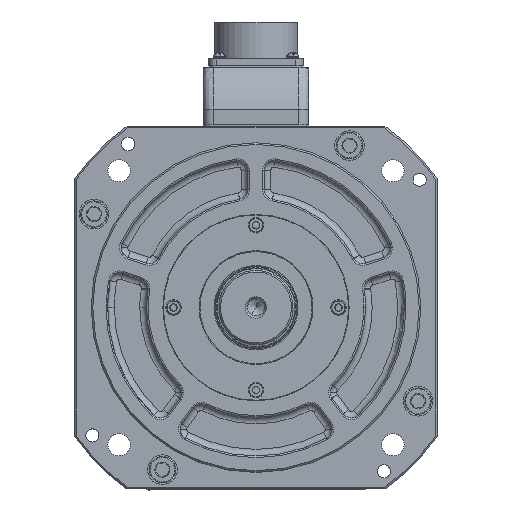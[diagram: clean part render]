
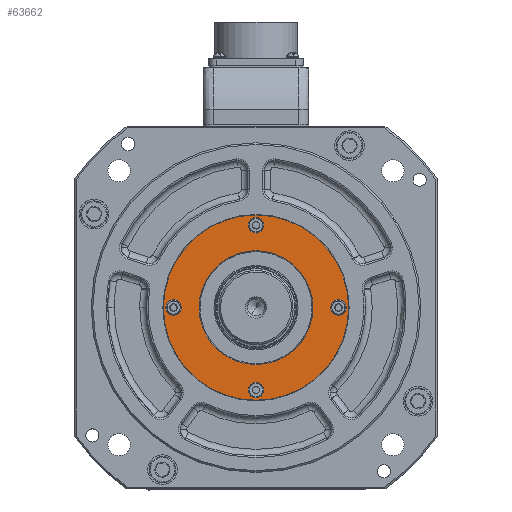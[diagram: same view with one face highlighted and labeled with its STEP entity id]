
A CAD part, top view. The second image highlights one B-rep face of the part: STEP entity #63662.
In plain terms, the highlighted planar face has unit normal (0, 0, 1).
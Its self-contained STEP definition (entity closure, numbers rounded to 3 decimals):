
#1097 = CIRCLE ( 'NONE', #1107, 34.546 ) ;
#1107 = AXIS2_PLACEMENT_3D ( 'NONE', #2583, #2558, #2582 ) ;
#1119 = CIRCLE ( 'NONE', #1143, 4.75 ) ;
#1120 = CIRCLE ( 'NONE', #1129, 34.546 ) ;
#1129 = AXIS2_PLACEMENT_3D ( 'NONE', #2607, #2630, #2618 ) ;
#1131 = CIRCLE ( 'NONE', #1138, 56.2 ) ;
#1138 = AXIS2_PLACEMENT_3D ( 'NONE', #2643, #2644, #2678 ) ;
#1143 = AXIS2_PLACEMENT_3D ( 'NONE', #2575, #2560, #2562 ) ;
#1163 = AXIS2_PLACEMENT_3D ( 'NONE', #2797, #2799, #2798 ) ;
#1170 = CIRCLE ( 'NONE', #1219, 4.75 ) ;
#1197 = CIRCLE ( 'NONE', #1163, 4.75 ) ;
#1219 = AXIS2_PLACEMENT_3D ( 'NONE', #2752, #2777, #2768 ) ;
#1231 = AXIS2_PLACEMENT_3D ( 'NONE', #2876, #2888, #2880 ) ;
#1248 = CIRCLE ( 'NONE', #1231, 56.2 ) ;
#1269 = AXIS2_PLACEMENT_3D ( 'NONE', #3017, #3042, #3049 ) ;
#1276 = CIRCLE ( 'NONE', #1269, 4.75 ) ;
#2558 = DIRECTION ( 'NONE',  ( 0., 0., 1. ) ) ;
#2560 = DIRECTION ( 'NONE',  ( 0., 0., 1. ) ) ;
#2562 = DIRECTION ( 'NONE',  ( 1., 0., 0. ) ) ;
#2575 = CARTESIAN_POINT ( 'NONE',  ( -50., 0., 26. ) ) ;
#2582 = DIRECTION ( 'NONE',  ( 1., 0., 0. ) ) ;
#2583 = CARTESIAN_POINT ( 'NONE',  ( 0., 0., 26. ) ) ;
#2607 = CARTESIAN_POINT ( 'NONE',  ( 0., 0., 26. ) ) ;
#2618 = DIRECTION ( 'NONE',  ( 1., 0., 0. ) ) ;
#2630 = DIRECTION ( 'NONE',  ( 0., 0., 1. ) ) ;
#2643 = CARTESIAN_POINT ( 'NONE',  ( 0., 0., 26. ) ) ;
#2644 = DIRECTION ( 'NONE',  ( 0., 0., 1. ) ) ;
#2678 = DIRECTION ( 'NONE',  ( 1., 0., 0. ) ) ;
#2752 = CARTESIAN_POINT ( 'NONE',  ( 0., 50., 26. ) ) ;
#2768 = DIRECTION ( 'NONE',  ( 1., 0., 0. ) ) ;
#2777 = DIRECTION ( 'NONE',  ( 0., 0., 1. ) ) ;
#2797 = CARTESIAN_POINT ( 'NONE',  ( 50., 0., 26. ) ) ;
#2798 = DIRECTION ( 'NONE',  ( 1., 0., 0. ) ) ;
#2799 = DIRECTION ( 'NONE',  ( 0., 0., 1. ) ) ;
#2876 = CARTESIAN_POINT ( 'NONE',  ( 0., 0., 26. ) ) ;
#2880 = DIRECTION ( 'NONE',  ( 1., 0., 0. ) ) ;
#2888 = DIRECTION ( 'NONE',  ( 0., 0., 1. ) ) ;
#3017 = CARTESIAN_POINT ( 'NONE',  ( 0., -50., 26. ) ) ;
#3042 = DIRECTION ( 'NONE',  ( 0., 0., 1. ) ) ;
#3049 = DIRECTION ( 'NONE',  ( 1., 0., 0. ) ) ;
#29028 = VERTEX_POINT ( 'NONE', #98405 ) ;
#29061 = VERTEX_POINT ( 'NONE', #98443 ) ;
#29062 = VERTEX_POINT ( 'NONE', #98381 ) ;
#29069 = VERTEX_POINT ( 'NONE', #98439 ) ;
#29072 = VERTEX_POINT ( 'NONE', #98362 ) ;
#29120 = VERTEX_POINT ( 'NONE', #98483 ) ;
#29140 = VERTEX_POINT ( 'NONE', #98486 ) ;
#29151 = VERTEX_POINT ( 'NONE', #98475 ) ;
#29179 = VERTEX_POINT ( 'NONE', #98526 ) ;
#29188 = VERTEX_POINT ( 'NONE', #98464 ) ;
#29197 = VERTEX_POINT ( 'NONE', #98635 ) ;
#29215 = VERTEX_POINT ( 'NONE', #98607 ) ;
#37619 = EDGE_LOOP ( 'NONE', ( #121491, #122939 ) ) ;
#37650 = EDGE_LOOP ( 'NONE', ( #121490, #122979 ) ) ;
#37674 = EDGE_LOOP ( 'NONE', ( #121485, #122960 ) ) ;
#37703 = EDGE_LOOP ( 'NONE', ( #121532, #121475 ) ) ;
#37843 = EDGE_LOOP ( 'NONE', ( #122959, #121499 ) ) ;
#38000 = EDGE_LOOP ( 'NONE', ( #121520, #121529 ) ) ;
#56095 = EDGE_CURVE ( 'NONE', #29140, #29197, #115532, .T. ) ;
#56099 = EDGE_CURVE ( 'NONE', #29120, #29151, #115625, .T. ) ;
#56101 = EDGE_CURVE ( 'NONE', #29188, #29072, #115638, .T. ) ;
#56115 = EDGE_CURVE ( 'NONE', #29062, #29215, #115579, .T. ) ;
#56876 = EDGE_CURVE ( 'NONE', #29028, #29179, #1097, .T. ) ;
#56880 = EDGE_CURVE ( 'NONE', #29197, #29140, #1119, .T. ) ;
#56913 = EDGE_CURVE ( 'NONE', #29179, #29028, #1120, .T. ) ;
#56921 = EDGE_CURVE ( 'NONE', #29069, #29061, #1131, .T. ) ;
#56946 = EDGE_CURVE ( 'NONE', #29215, #29062, #1170, .T. ) ;
#56969 = EDGE_CURVE ( 'NONE', #29072, #29188, #1197, .T. ) ;
#57012 = EDGE_CURVE ( 'NONE', #29061, #29069, #1248, .T. ) ;
#57074 = EDGE_CURVE ( 'NONE', #29151, #29120, #1276, .T. ) ;
#63662 = ADVANCED_FACE ( 'NONE', ( #80369, #80370, #80372, #80376, #80384, #80403 ), #80375, .F. ) ;
#77616 = AXIS2_PLACEMENT_3D ( 'NONE', #80415, #80440, #80425 ) ;
#80369 = FACE_BOUND ( 'NONE', #37650, .T. ) ;
#80370 = FACE_BOUND ( 'NONE', #37843, .T. ) ;
#80372 = FACE_BOUND ( 'NONE', #37674, .T. ) ;
#80375 = PLANE ( 'NONE',  #77616 ) ;
#80376 = FACE_BOUND ( 'NONE', #37703, .T. ) ;
#80384 = FACE_BOUND ( 'NONE', #38000, .T. ) ;
#80403 = FACE_OUTER_BOUND ( 'NONE', #37619, .T. ) ;
#80415 = CARTESIAN_POINT ( 'NONE',  ( 0., 34.546, 26. ) ) ;
#80425 = DIRECTION ( 'NONE',  ( -1., 0., 0. ) ) ;
#80440 = DIRECTION ( 'NONE',  ( 0., 0., -1. ) ) ;
#98362 = CARTESIAN_POINT ( 'NONE',  ( 54.75, 0., 26. ) ) ;
#98381 = CARTESIAN_POINT ( 'NONE',  ( -4.75, 50., 26. ) ) ;
#98405 = CARTESIAN_POINT ( 'NONE',  ( 34.546, 0., 26. ) ) ;
#98439 = CARTESIAN_POINT ( 'NONE',  ( 56.2, 0., 26. ) ) ;
#98443 = CARTESIAN_POINT ( 'NONE',  ( -56.2, 0., 26. ) ) ;
#98464 = CARTESIAN_POINT ( 'NONE',  ( 45.25, 0., 26. ) ) ;
#98475 = CARTESIAN_POINT ( 'NONE',  ( 4.75, -50., 26. ) ) ;
#98483 = CARTESIAN_POINT ( 'NONE',  ( -4.75, -50., 26. ) ) ;
#98486 = CARTESIAN_POINT ( 'NONE',  ( -54.75, 0., 26. ) ) ;
#98526 = CARTESIAN_POINT ( 'NONE',  ( -34.546, 0., 26. ) ) ;
#98607 = CARTESIAN_POINT ( 'NONE',  ( 4.75, 50., 26. ) ) ;
#98635 = CARTESIAN_POINT ( 'NONE',  ( -45.25, 0., 26. ) ) ;
#115532 = CIRCLE ( 'NONE', #115547, 4.75 ) ;
#115547 = AXIS2_PLACEMENT_3D ( 'NONE', #120486, #120531, #120448 ) ;
#115579 = CIRCLE ( 'NONE', #115620, 4.75 ) ;
#115606 = AXIS2_PLACEMENT_3D ( 'NONE', #118272, #118286, #118291 ) ;
#115616 = AXIS2_PLACEMENT_3D ( 'NONE', #118305, #118292, #118306 ) ;
#115620 = AXIS2_PLACEMENT_3D ( 'NONE', #118288, #118270, #118279 ) ;
#115625 = CIRCLE ( 'NONE', #115616, 4.75 ) ;
#115638 = CIRCLE ( 'NONE', #115606, 4.75 ) ;
#118270 = DIRECTION ( 'NONE',  ( 0., 0., 1. ) ) ;
#118272 = CARTESIAN_POINT ( 'NONE',  ( 50., 0., 26. ) ) ;
#118279 = DIRECTION ( 'NONE',  ( 1., 0., 0. ) ) ;
#118286 = DIRECTION ( 'NONE',  ( 0., 0., 1. ) ) ;
#118288 = CARTESIAN_POINT ( 'NONE',  ( 0., 50., 26. ) ) ;
#118291 = DIRECTION ( 'NONE',  ( 1., 0., 0. ) ) ;
#118292 = DIRECTION ( 'NONE',  ( 0., 0., 1. ) ) ;
#118305 = CARTESIAN_POINT ( 'NONE',  ( 0., -50., 26. ) ) ;
#118306 = DIRECTION ( 'NONE',  ( 1., 0., 0. ) ) ;
#120448 = DIRECTION ( 'NONE',  ( 1., 0., 0. ) ) ;
#120486 = CARTESIAN_POINT ( 'NONE',  ( -50., 0., 26. ) ) ;
#120531 = DIRECTION ( 'NONE',  ( 0., 0., 1. ) ) ;
#121475 = ORIENTED_EDGE ( 'NONE', *, *, #56115, .F. ) ;
#121485 = ORIENTED_EDGE ( 'NONE', *, *, #56880, .F. ) ;
#121490 = ORIENTED_EDGE ( 'NONE', *, *, #57074, .F. ) ;
#121491 = ORIENTED_EDGE ( 'NONE', *, *, #57012, .T. ) ;
#121499 = ORIENTED_EDGE ( 'NONE', *, *, #56101, .F. ) ;
#121520 = ORIENTED_EDGE ( 'NONE', *, *, #56876, .F. ) ;
#121529 = ORIENTED_EDGE ( 'NONE', *, *, #56913, .F. ) ;
#121532 = ORIENTED_EDGE ( 'NONE', *, *, #56946, .F. ) ;
#122939 = ORIENTED_EDGE ( 'NONE', *, *, #56921, .T. ) ;
#122959 = ORIENTED_EDGE ( 'NONE', *, *, #56969, .F. ) ;
#122960 = ORIENTED_EDGE ( 'NONE', *, *, #56095, .F. ) ;
#122979 = ORIENTED_EDGE ( 'NONE', *, *, #56099, .F. ) ;
